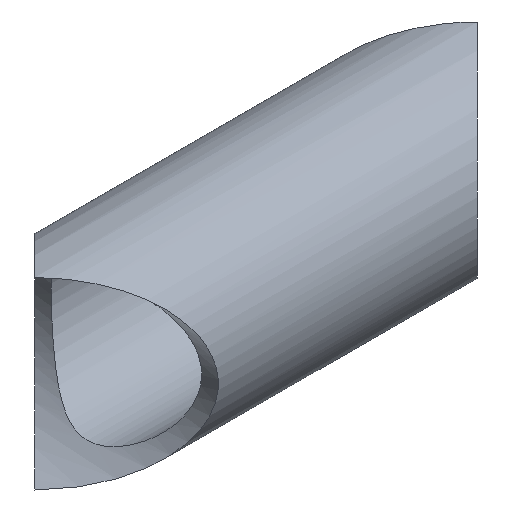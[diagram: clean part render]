
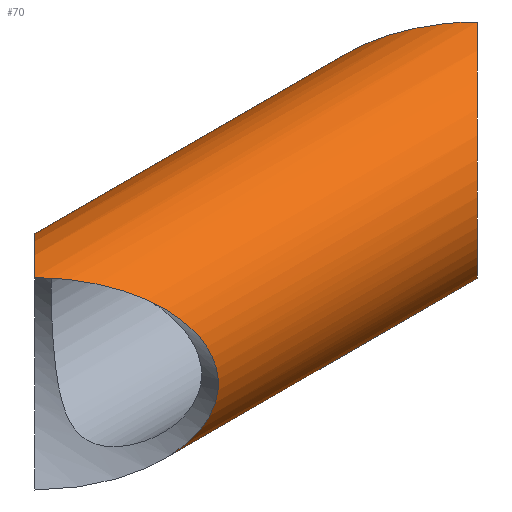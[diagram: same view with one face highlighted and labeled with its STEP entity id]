
A CAD part, isometric view. The second image highlights one B-rep face of the part: STEP entity #70.
In plain terms, the highlighted cylindrical face has radius 21.082 mm (diameter 42.164 mm), a full revolution.
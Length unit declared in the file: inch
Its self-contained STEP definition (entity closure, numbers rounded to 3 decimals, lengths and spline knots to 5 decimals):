
#18=FACE_BOUND('',#27,.T.);
#22=FACE_OUTER_BOUND('',#26,.T.);
#26=EDGE_LOOP('',(#52,#53));
#27=EDGE_LOOP('',(#54,#55));
#34=ELLIPSE('',#83,1.1738,0.83);
#35=ELLIPSE('',#84,1.1738,0.83);
#36=ELLIPSE('',#85,1.1738,0.83);
#37=ELLIPSE('',#86,1.1738,0.83);
#38=VERTEX_POINT('',#110);
#39=VERTEX_POINT('',#111);
#40=VERTEX_POINT('',#114);
#41=VERTEX_POINT('',#115);
#45=EDGE_CURVE('',#38,#39,#34,.T.);
#46=EDGE_CURVE('',#39,#38,#35,.T.);
#47=EDGE_CURVE('',#40,#41,#36,.T.);
#48=EDGE_CURVE('',#41,#40,#37,.T.);
#52=ORIENTED_EDGE('',*,*,#45,.F.);
#53=ORIENTED_EDGE('',*,*,#46,.F.);
#54=ORIENTED_EDGE('',*,*,#47,.F.);
#55=ORIENTED_EDGE('',*,*,#48,.F.);
#66=CYLINDRICAL_SURFACE('',#82,0.83);
#70=ADVANCED_FACE('',(#22,#18),#66,.T.);
#82=AXIS2_PLACEMENT_3D('',#109,#92,#93);
#83=AXIS2_PLACEMENT_3D('',#112,#94,#95);
#84=AXIS2_PLACEMENT_3D('',#113,#96,#97);
#85=AXIS2_PLACEMENT_3D('',#116,#98,#99);
#86=AXIS2_PLACEMENT_3D('',#117,#100,#101);
#92=DIRECTION('center_axis',(1.,0.,0.));
#93=DIRECTION('ref_axis',(0.,0.,-1.));
#94=DIRECTION('center_axis',(0.707,0.707,0.));
#95=DIRECTION('ref_axis',(-0.707,0.707,0.));
#96=DIRECTION('center_axis',(0.707,-0.707,0.));
#97=DIRECTION('ref_axis',(0.707,0.707,0.));
#98=DIRECTION('center_axis',(-0.707,-0.707,0.));
#99=DIRECTION('ref_axis',(-0.707,0.707,0.));
#100=DIRECTION('center_axis',(-0.707,0.707,0.));
#101=DIRECTION('ref_axis',(0.707,0.707,0.));
#109=CARTESIAN_POINT('Origin',(0.,0.,0.));
#110=CARTESIAN_POINT('',(0.,0.,-0.83));
#111=CARTESIAN_POINT('',(0.,0.,0.83));
#112=CARTESIAN_POINT('Origin',(0.,0.,0.));
#113=CARTESIAN_POINT('Origin',(0.,0.,0.));
#114=CARTESIAN_POINT('',(-4.,0.,-0.83));
#115=CARTESIAN_POINT('',(-4.,0.,0.83));
#116=CARTESIAN_POINT('Origin',(-4.,0.,0.));
#117=CARTESIAN_POINT('Origin',(-4.,0.,0.));
